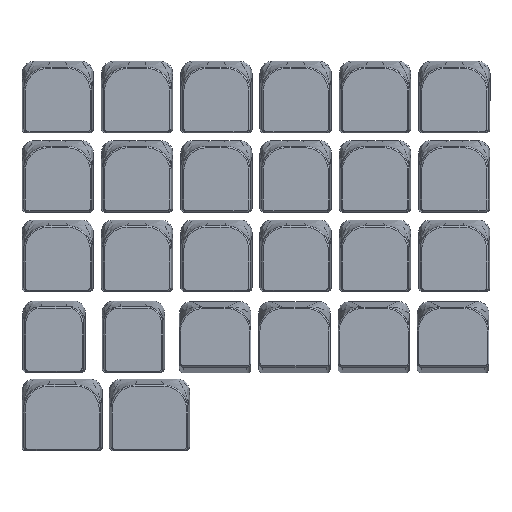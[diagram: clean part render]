
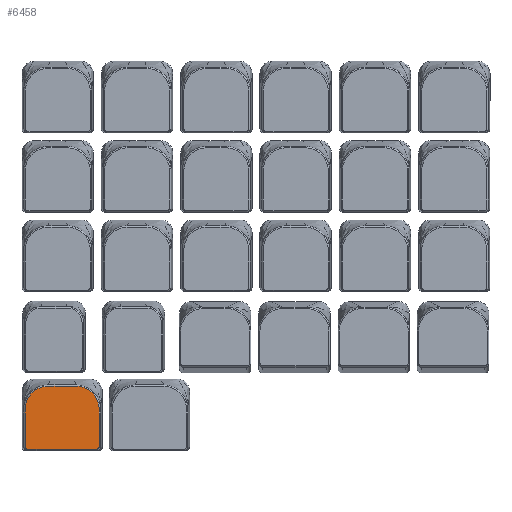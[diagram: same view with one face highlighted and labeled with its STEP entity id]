
A CAD part, front view. The second image highlights one B-rep face of the part: STEP entity #6458.
In plain terms, the highlighted face is planar.
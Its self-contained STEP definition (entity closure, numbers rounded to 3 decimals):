
#420=ELLIPSE('',#6915,0.701,0.7);
#421=ELLIPSE('',#6917,0.701,0.7);
#422=ELLIPSE('',#6918,0.701,0.7);
#423=ELLIPSE('',#6920,0.701,0.7);
#766=PLANE('',#6932);
#1085=FACE_OUTER_BOUND('',#1414,.T.);
#1414=EDGE_LOOP('',(#5878,#5879,#5880,#5881,#5882,#5883,#5884,#5885,#5886,
#5887,#5888,#5889,#5890,#5891,#5892,#5893));
#2040=LINE('',#11798,#2734);
#2045=LINE('',#11836,#2739);
#2051=LINE('',#11892,#2745);
#2057=LINE('',#11990,#2751);
#2061=LINE('',#12011,#2755);
#2065=LINE('',#12066,#2759);
#2734=VECTOR('',#8185,10.);
#2739=VECTOR('',#8194,10.);
#2745=VECTOR('',#8206,10.);
#2751=VECTOR('',#8224,10.);
#2755=VECTOR('',#8228,10.);
#2759=VECTOR('',#8234,10.);
#2912=CIRCLE('',#6921,5.7);
#2913=CIRCLE('',#6922,5.7);
#2914=CIRCLE('',#6924,5.7);
#2915=CIRCLE('',#6926,5.7);
#2916=CIRCLE('',#6928,5.7);
#2917=CIRCLE('',#6929,5.7);
#3403=VERTEX_POINT('',#11791);
#3406=VERTEX_POINT('',#11796);
#3407=VERTEX_POINT('',#11819);
#3409=VERTEX_POINT('',#11829);
#3412=VERTEX_POINT('',#11834);
#3414=VERTEX_POINT('',#11876);
#3415=VERTEX_POINT('',#11878);
#3417=VERTEX_POINT('',#11888);
#3419=VERTEX_POINT('',#11927);
#3422=VERTEX_POINT('',#11956);
#3423=VERTEX_POINT('',#11958);
#3426=VERTEX_POINT('',#11987);
#3427=VERTEX_POINT('',#11989);
#3429=VERTEX_POINT('',#12036);
#3432=VERTEX_POINT('',#12046);
#3433=VERTEX_POINT('',#12083);
#4225=EDGE_CURVE('',#3406,#3403,#2040,.T.);
#4228=EDGE_CURVE('',#3403,#3407,#420,.T.);
#4232=EDGE_CURVE('',#3412,#3409,#2045,.T.);
#4234=EDGE_CURVE('',#3407,#3412,#421,.T.);
#4236=EDGE_CURVE('',#3414,#3415,#422,.T.);
#4241=EDGE_CURVE('',#3415,#3417,#2051,.T.);
#4243=EDGE_CURVE('',#3409,#3414,#423,.T.);
#4246=EDGE_CURVE('',#3417,#3419,#2912,.T.);
#4248=EDGE_CURVE('',#3422,#3423,#2913,.T.);
#4252=EDGE_CURVE('',#3419,#3422,#2914,.T.);
#4254=EDGE_CURVE('',#3426,#3427,#2057,.T.);
#4258=EDGE_CURVE('',#3423,#3426,#2061,.T.);
#4262=EDGE_CURVE('',#3432,#3429,#2915,.T.);
#4264=EDGE_CURVE('',#3427,#3432,#2065,.T.);
#4267=EDGE_CURVE('',#3429,#3433,#2916,.T.);
#4269=EDGE_CURVE('',#3433,#3406,#2917,.T.);
#5878=ORIENTED_EDGE('',*,*,#4262,.F.);
#5879=ORIENTED_EDGE('',*,*,#4264,.F.);
#5880=ORIENTED_EDGE('',*,*,#4254,.F.);
#5881=ORIENTED_EDGE('',*,*,#4258,.F.);
#5882=ORIENTED_EDGE('',*,*,#4248,.F.);
#5883=ORIENTED_EDGE('',*,*,#4252,.F.);
#5884=ORIENTED_EDGE('',*,*,#4246,.F.);
#5885=ORIENTED_EDGE('',*,*,#4241,.F.);
#5886=ORIENTED_EDGE('',*,*,#4236,.F.);
#5887=ORIENTED_EDGE('',*,*,#4243,.F.);
#5888=ORIENTED_EDGE('',*,*,#4232,.F.);
#5889=ORIENTED_EDGE('',*,*,#4234,.F.);
#5890=ORIENTED_EDGE('',*,*,#4228,.F.);
#5891=ORIENTED_EDGE('',*,*,#4225,.F.);
#5892=ORIENTED_EDGE('',*,*,#4269,.F.);
#5893=ORIENTED_EDGE('',*,*,#4267,.F.);
#6458=ADVANCED_FACE('',(#1085),#766,.T.);
#6915=AXIS2_PLACEMENT_3D('',#11827,#8187,#8188);
#6917=AXIS2_PLACEMENT_3D('',#11854,#8196,#8197);
#6918=AXIS2_PLACEMENT_3D('',#11879,#8199,#8200);
#6920=AXIS2_PLACEMENT_3D('',#11910,#8208,#8209);
#6921=AXIS2_PLACEMENT_3D('',#11934,#8211,#8212);
#6922=AXIS2_PLACEMENT_3D('',#11959,#8214,#8215);
#6924=AXIS2_PLACEMENT_3D('',#11984,#8219,#8220);
#6926=AXIS2_PLACEMENT_3D('',#12048,#8231,#8232);
#6928=AXIS2_PLACEMENT_3D('',#12087,#8238,#8239);
#6929=AXIS2_PLACEMENT_3D('',#12108,#8240,#8241);
#6932=AXIS2_PLACEMENT_3D('',#12284,#8253,#8254);
#8185=DIRECTION('',(0.,0.,1.));
#8187=DIRECTION('center_axis',(0.,-1.,0.));
#8188=DIRECTION('ref_axis',(1.,0.,0.));
#8194=DIRECTION('',(-1.,0.,0.));
#8196=DIRECTION('center_axis',(0.,-1.,0.));
#8197=DIRECTION('ref_axis',(1.,0.,0.));
#8199=DIRECTION('center_axis',(0.,-1.,0.));
#8200=DIRECTION('ref_axis',(1.,0.,0.));
#8206=DIRECTION('',(0.,0.,-1.));
#8208=DIRECTION('center_axis',(0.,-1.,0.));
#8209=DIRECTION('ref_axis',(1.,0.,0.));
#8211=DIRECTION('center_axis',(0.,-1.,0.));
#8212=DIRECTION('ref_axis',(1.,0.,0.005));
#8214=DIRECTION('center_axis',(0.,-1.,0.));
#8215=DIRECTION('ref_axis',(0.,0.,-1.));
#8219=DIRECTION('center_axis',(0.,-1.,0.));
#8220=DIRECTION('ref_axis',(0.999,0.,0.033));
#8224=DIRECTION('',(1.,0.,0.));
#8228=DIRECTION('',(1.,0.,0.));
#8231=DIRECTION('center_axis',(0.,-1.,0.));
#8232=DIRECTION('ref_axis',(0.999,0.,-0.043));
#8234=DIRECTION('',(1.,0.,0.));
#8238=DIRECTION('center_axis',(0.,-1.,0.));
#8239=DIRECTION('ref_axis',(-0.034,0.,-0.999));
#8240=DIRECTION('center_axis',(0.,-1.,0.));
#8241=DIRECTION('ref_axis',(-0.012,0.,-1.));
#8253=DIRECTION('center_axis',(0.,1.,0.));
#8254=DIRECTION('ref_axis',(0.,0.,1.));
#11791=CARTESIAN_POINT('',(9.325,12.,8.));
#11796=CARTESIAN_POINT('',(9.325,12.,-1.5));
#11798=CARTESIAN_POINT('',(9.325,12.,-3.755));
#11819=CARTESIAN_POINT('',(8.633,12.,8.7));
#11827=CARTESIAN_POINT('Origin',(8.624,12.,8.));
#11829=CARTESIAN_POINT('',(-8.624,12.,8.7));
#11834=CARTESIAN_POINT('',(8.624,12.,8.7));
#11836=CARTESIAN_POINT('',(5.063,12.,8.7));
#11854=CARTESIAN_POINT('Origin',(8.624,12.,8.));
#11876=CARTESIAN_POINT('',(-8.633,12.,8.7));
#11878=CARTESIAN_POINT('',(-9.325,12.,8.));
#11879=CARTESIAN_POINT('Origin',(-8.624,12.,8.));
#11888=CARTESIAN_POINT('',(-9.325,12.,-1.5));
#11892=CARTESIAN_POINT('',(-9.325,12.,5.245));
#11910=CARTESIAN_POINT('Origin',(-8.624,12.,8.));
#11927=CARTESIAN_POINT('',(-9.323,12.,-1.635));
#11934=CARTESIAN_POINT('Origin',(-3.625,12.,-1.5));
#11956=CARTESIAN_POINT('',(-9.32,12.,-1.747));
#11958=CARTESIAN_POINT('',(-3.625,12.,-7.2));
#11959=CARTESIAN_POINT('Origin',(-3.625,12.,-1.5));
#11984=CARTESIAN_POINT('Origin',(-3.625,12.,-1.5));
#11987=CARTESIAN_POINT('',(-3.605,12.,-7.2));
#11989=CARTESIAN_POINT('',(3.605,12.,-7.2));
#11990=CARTESIAN_POINT('',(-1.406,12.,-7.2));
#12011=CARTESIAN_POINT('',(-3.625,12.,-7.2));
#12036=CARTESIAN_POINT('',(9.32,12.,-1.747));
#12046=CARTESIAN_POINT('',(3.625,12.,-7.2));
#12048=CARTESIAN_POINT('Origin',(3.625,12.,-1.5));
#12066=CARTESIAN_POINT('',(3.605,12.,-7.2));
#12083=CARTESIAN_POINT('',(9.323,12.,-1.635));
#12087=CARTESIAN_POINT('Origin',(3.625,12.,-1.5));
#12108=CARTESIAN_POINT('Origin',(3.625,12.,-1.5));
#12284=CARTESIAN_POINT('Origin',(0.,12.,1.49));
